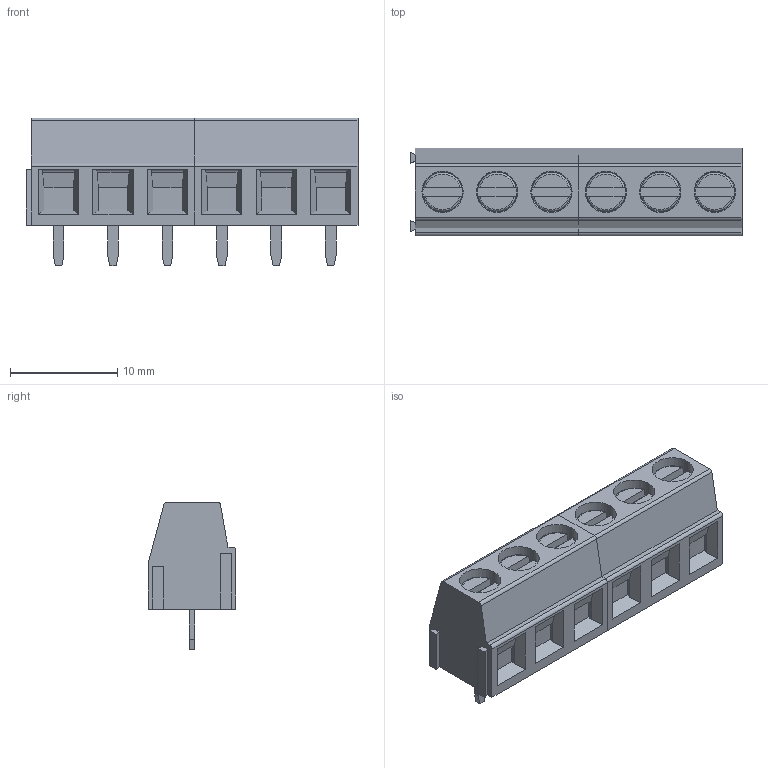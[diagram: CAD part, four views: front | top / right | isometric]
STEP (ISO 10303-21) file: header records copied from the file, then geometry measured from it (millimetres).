
FILE_DESCRIPTION(('FreeCAD Model'),'2;1');
FILE_NAME('Open CASCADE Shape Model','2024-11-07T14:59:21',(''),(''), 'Open CASCADE STEP processor 7.6','FreeCAD','Unknown');
FILE_SCHEMA(('AUTOMOTIVE_DESIGN { 1 0 10303 214 1 1 1 1 }'));
Length unit declared in the file: millimetre
Products named in the file (1): CUI_DEVICES_TB006-508-06BE
Bounding box: 30.98 x 8.2 x 13.8 mm (x, y, z)
Volume: 2069.1 mm3; surface area: 1656.5 mm2
Topology: 1 solids, 7 shells, 314 faces, 754 edges, 478 vertices
Faces by surface type: plane 206, bspline 48, cylinder 36, cone 24
Entity records: 14116 total; most frequent: CARTESIAN_POINT 4893, ORIENTED_EDGE 1508, DIRECTION 1339, EDGE_CURVE 754, LINE 499, VECTOR 499, VERTEX_POINT 478, AXIS2_PLACEMENT_3D 420
